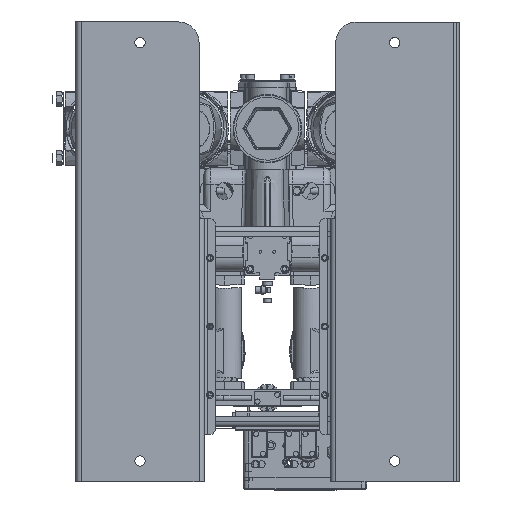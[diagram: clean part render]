
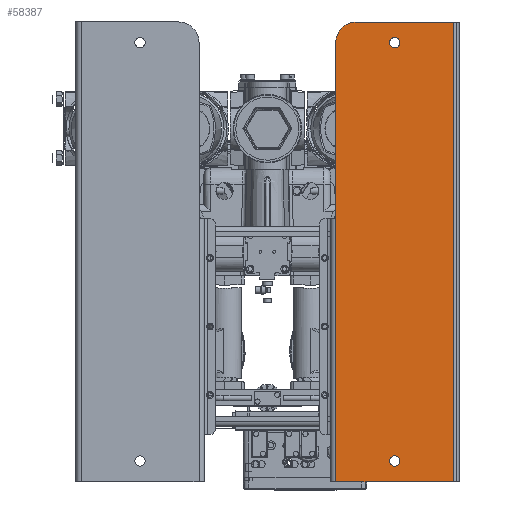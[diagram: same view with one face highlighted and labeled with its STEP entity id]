
A CAD part, front view. The second image highlights one B-rep face of the part: STEP entity #58387.
In plain terms, the highlighted planar face has unit normal (0, -1, 0).
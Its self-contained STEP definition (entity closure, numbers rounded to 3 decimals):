
#3692=LINE('',#109791,#8438);
#3723=LINE('',#109884,#8469);
#3727=LINE('',#109893,#8473);
#3735=LINE('',#109917,#8481);
#3741=LINE('',#109936,#8487);
#8438=VECTOR('',#70862,384.);
#8469=VECTOR('',#70937,670.);
#8473=VECTOR('',#70945,142.);
#8481=VECTOR('',#70969,172.);
#8487=VECTOR('',#70989,256.);
#16121=PLANE('',#62031);
#16828=FACE_BOUND('',#20067,.T.);
#16829=FACE_BOUND('',#20068,.T.);
#18022=FACE_OUTER_BOUND('',#20066,.T.);
#20066=EDGE_LOOP('',(#51595,#51596,#51597,#51598,#51599,#51600));
#20067=EDGE_LOOP('',(#51601));
#20068=EDGE_LOOP('',(#51602));
#22333=CIRCLE('',#62030,30.);
#22334=CIRCLE('',#62032,7.5);
#22335=CIRCLE('',#62033,7.5);
#29066=VERTEX_POINT('',#109788);
#29067=VERTEX_POINT('',#109790);
#29106=VERTEX_POINT('',#109880);
#29107=VERTEX_POINT('',#109882);
#29110=VERTEX_POINT('',#109891);
#29124=VERTEX_POINT('',#109932);
#29125=VERTEX_POINT('',#109937);
#29126=VERTEX_POINT('',#109939);
#39671=EDGE_CURVE('',#29066,#29067,#3692,.T.);
#39718=EDGE_CURVE('',#29107,#29106,#3723,.T.);
#39723=EDGE_CURVE('',#29110,#29107,#3727,.T.);
#39736=EDGE_CURVE('',#29106,#29066,#3735,.T.);
#39744=EDGE_CURVE('',#29124,#29110,#22333,.T.);
#39746=EDGE_CURVE('',#29124,#29067,#3741,.T.);
#39747=EDGE_CURVE('',#29125,#29125,#22334,.T.);
#39748=EDGE_CURVE('',#29126,#29126,#22335,.T.);
#51595=ORIENTED_EDGE('',*,*,#39671,.F.);
#51596=ORIENTED_EDGE('',*,*,#39736,.F.);
#51597=ORIENTED_EDGE('',*,*,#39718,.F.);
#51598=ORIENTED_EDGE('',*,*,#39723,.F.);
#51599=ORIENTED_EDGE('',*,*,#39744,.F.);
#51600=ORIENTED_EDGE('',*,*,#39746,.T.);
#51601=ORIENTED_EDGE('',*,*,#39747,.T.);
#51602=ORIENTED_EDGE('',*,*,#39748,.T.);
#58387=ADVANCED_FACE('',(#18022,#16828,#16829),#16121,.T.);
#62030=AXIS2_PLACEMENT_3D('',#109933,#70984,#70985);
#62031=AXIS2_PLACEMENT_3D('',#109935,#70987,#70988);
#62032=AXIS2_PLACEMENT_3D('',#109938,#70990,#70991);
#62033=AXIS2_PLACEMENT_3D('',#109940,#70992,#70993);
#70862=DIRECTION('',(0.,0.,1.));
#70937=DIRECTION('',(0.,0.,-1.));
#70945=DIRECTION('',(1.,0.,0.));
#70969=DIRECTION('',(-1.,0.,0.));
#70984=DIRECTION('center_axis',(0.,1.,0.));
#70985=DIRECTION('ref_axis',(-0.707,0.,0.707));
#70987=DIRECTION('center_axis',(0.,-1.,0.));
#70988=DIRECTION('ref_axis',(1.,0.,0.));
#70989=DIRECTION('',(0.,0.,-1.));
#70990=DIRECTION('center_axis',(0.,1.,0.));
#70991=DIRECTION('ref_axis',(1.,0.,0.));
#70992=DIRECTION('center_axis',(0.,1.,0.));
#70993=DIRECTION('ref_axis',(1.,0.,0.));
#109788=CARTESIAN_POINT('',(99.647,0.,-76.));
#109790=CARTESIAN_POINT('',(99.647,0.,308.));
#109791=CARTESIAN_POINT('',(99.647,0.,259.));
#109880=CARTESIAN_POINT('',(271.647,0.,-76.));
#109882=CARTESIAN_POINT('',(271.647,0.,594.));
#109884=CARTESIAN_POINT('',(271.647,0.,259.));
#109891=CARTESIAN_POINT('',(129.647,0.,594.));
#109893=CARTESIAN_POINT('',(279.647,0.,594.));
#109917=CARTESIAN_POINT('',(279.647,0.,-76.));
#109932=CARTESIAN_POINT('',(99.647,0.,564.));
#109933=CARTESIAN_POINT('Origin',(129.647,0.,
564.));
#109935=CARTESIAN_POINT('Origin',(91.647,0.,
259.));
#109936=CARTESIAN_POINT('',(99.647,0.,283.5));
#109937=CARTESIAN_POINT('',(178.147,0.,564.));
#109938=CARTESIAN_POINT('Origin',(185.647,0.,
564.));
#109939=CARTESIAN_POINT('',(178.147,0.,-46.));
#109940=CARTESIAN_POINT('Origin',(185.647,0.,
-46.));
